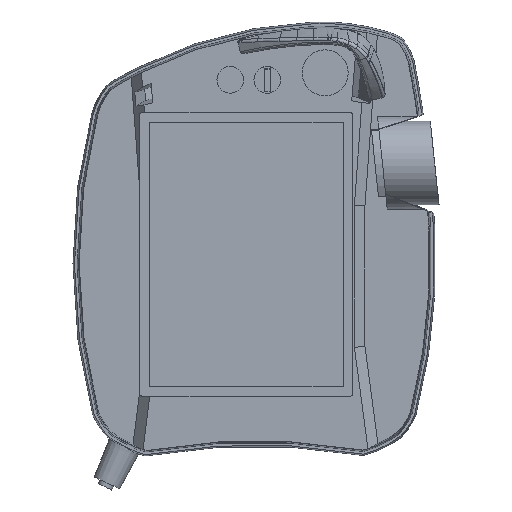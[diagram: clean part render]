
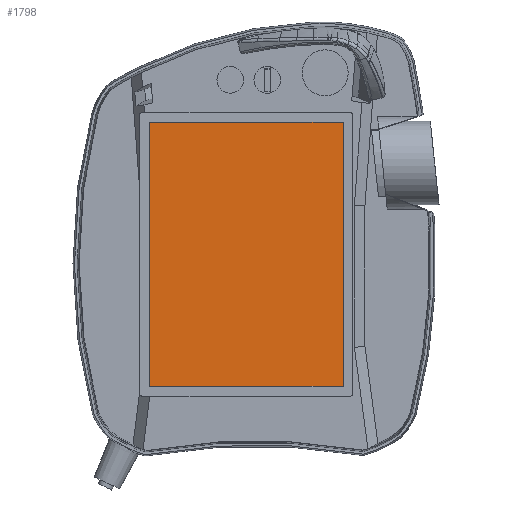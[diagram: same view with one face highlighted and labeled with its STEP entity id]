
A CAD part, front view. The second image highlights one B-rep face of the part: STEP entity #1798.
In plain terms, the highlighted planar face has unit normal (0, -1, -0.012).
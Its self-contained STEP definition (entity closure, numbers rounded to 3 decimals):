
#1557=FACE_OUTER_BOUND('',#2313,.T.);
#1798=ADVANCED_FACE('',(#1557),#1946,.F.);
#1946=PLANE('',#5328);
#2313=EDGE_LOOP('',(#3299,#3300,#3301,#3302));
#3299=ORIENTED_EDGE('',*,*,#4592,.F.);
#3300=ORIENTED_EDGE('',*,*,#4595,.F.);
#3301=ORIENTED_EDGE('',*,*,#4597,.F.);
#3302=ORIENTED_EDGE('',*,*,#4598,.F.);
#4029=VERTEX_POINT('',#9107);
#4030=VERTEX_POINT('',#9109);
#4031=VERTEX_POINT('',#9113);
#4032=VERTEX_POINT('',#9117);
#4592=EDGE_CURVE('',#4029,#4030,#4891,.T.);
#4595=EDGE_CURVE('',#4031,#4029,#4894,.T.);
#4597=EDGE_CURVE('',#4032,#4031,#4896,.T.);
#4598=EDGE_CURVE('',#4030,#4032,#4897,.T.);
#4891=LINE('',#9108,#5058);
#4894=LINE('',#9114,#5061);
#4896=LINE('',#9118,#5063);
#4897=LINE('',#9120,#5064);
#5058=VECTOR('',#5973,1.);
#5061=VECTOR('',#5978,1.);
#5063=VECTOR('',#5982,1.);
#5064=VECTOR('',#5985,1.);
#5328=AXIS2_PLACEMENT_3D('',#9122,#5988,#5989);
#5973=DIRECTION('',(0.,0.012,-1.));
#5978=DIRECTION('',(1.,0.,0.));
#5982=DIRECTION('',(0.,-0.012,1.));
#5985=DIRECTION('',(-1.,0.,0.));
#5988=DIRECTION('',(0.,1.,0.012));
#5989=DIRECTION('',(1.,0.,0.));
#9107=CARTESIAN_POINT('',(-61.704,-24.726,27.43));
#9108=CARTESIAN_POINT('',(-61.704,-22.494,-155.616));
#9109=CARTESIAN_POINT('',(-61.704,-22.555,-150.616));
#9113=CARTESIAN_POINT('',(-192.463,-24.726,27.43));
#9114=CARTESIAN_POINT('',(-56.704,-24.726,27.43));
#9117=CARTESIAN_POINT('',(-192.463,-22.555,-150.616));
#9118=CARTESIAN_POINT('',(-192.463,-22.494,-155.616));
#9120=CARTESIAN_POINT('',(-56.704,-22.555,-150.616));
#9122=CARTESIAN_POINT('',(-56.704,-22.494,-155.616));
